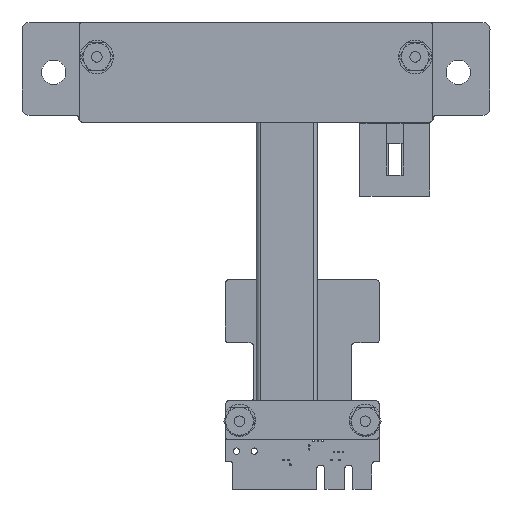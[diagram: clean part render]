
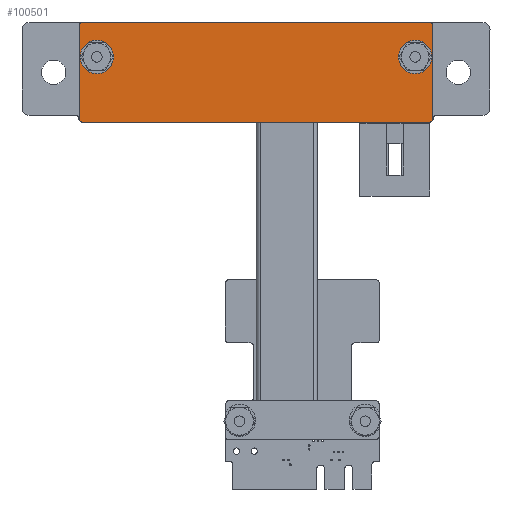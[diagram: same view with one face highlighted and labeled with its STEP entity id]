
A CAD part, top view. The second image highlights one B-rep face of the part: STEP entity #100501.
In plain terms, the highlighted face is planar.
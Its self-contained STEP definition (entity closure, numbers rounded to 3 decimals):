
#97966 = VERTEX_POINT('',#97967);
#97967 = CARTESIAN_POINT('',(0.,0.5,-1.));
#97975 = VERTEX_POINT('',#97976);
#97976 = CARTESIAN_POINT('',(0.,13.73,-1.));
#97982 = EDGE_CURVE('',#97975,#97966,#97983,.T.);
#97983 = LINE('',#97984,#97985);
#97984 = CARTESIAN_POINT('',(0.,14.23,-1.));
#97985 = VECTOR('',#97986,1.);
#97986 = DIRECTION('',(0.,-1.,0.));
#97996 = EDGE_CURVE('',#97997,#97999,#98001,.T.);
#97997 = VERTEX_POINT('',#97998);
#97998 = CARTESIAN_POINT('',(-50.197,14.23,-1.));
#97999 = VERTEX_POINT('',#98000);
#98000 = CARTESIAN_POINT('',(-0.5,14.23,-1.));
#98001 = LINE('',#98002,#98003);
#98002 = CARTESIAN_POINT('',(0.,14.23,-1.));
#98003 = VECTOR('',#98004,1.);
#98004 = DIRECTION('',(1.,0.,0.));
#98027 = EDGE_CURVE('',#98028,#98030,#98032,.T.);
#98028 = VERTEX_POINT('',#98029);
#98029 = CARTESIAN_POINT('',(-50.697,0.5,-1.));
#98030 = VERTEX_POINT('',#98031);
#98031 = CARTESIAN_POINT('',(-50.697,13.73,-1.));
#98032 = LINE('',#98033,#98034);
#98033 = CARTESIAN_POINT('',(-50.697,14.23,-1.));
#98034 = VECTOR('',#98035,1.);
#98035 = DIRECTION('',(0.,1.,0.));
#98075 = VERTEX_POINT('',#98076);
#98076 = CARTESIAN_POINT('',(-0.5,0.,-1.));
#98082 = EDGE_CURVE('',#98075,#98083,#98085,.T.);
#98083 = VERTEX_POINT('',#98084);
#98084 = CARTESIAN_POINT('',(-50.197,0.,-1.));
#98085 = LINE('',#98086,#98087);
#98086 = CARTESIAN_POINT('',(-50.697,0.,-1.));
#98087 = VECTOR('',#98088,1.);
#98088 = DIRECTION('',(-1.,0.,0.));
#100501 = ADVANCED_FACE('',(#100502,#100513,#100524),#100558,.T.);
#100502 = FACE_BOUND('',#100503,.T.);
#100503 = EDGE_LOOP('',(#100504));
#100504 = ORIENTED_EDGE('',*,*,#100505,.F.);
#100505 = EDGE_CURVE('',#100506,#100506,#100508,.T.);
#100506 = VERTEX_POINT('',#100507);
#100507 = CARTESIAN_POINT('',(-50.549,9.325,-1.));
#100508 = CIRCLE('',#100509,2.4);
#100509 = AXIS2_PLACEMENT_3D('',#100510,#100511,#100512);
#100510 = CARTESIAN_POINT('',(-48.149,9.325,-1.));
#100511 = DIRECTION('',(0.,0.,-1.));
#100512 = DIRECTION('',(-1.,0.,0.));
#100513 = FACE_BOUND('',#100514,.T.);
#100514 = EDGE_LOOP('',(#100515));
#100515 = ORIENTED_EDGE('',*,*,#100516,.F.);
#100516 = EDGE_CURVE('',#100517,#100517,#100519,.T.);
#100517 = VERTEX_POINT('',#100518);
#100518 = CARTESIAN_POINT('',(-4.948,9.325,-1.));
#100519 = CIRCLE('',#100520,2.4);
#100520 = AXIS2_PLACEMENT_3D('',#100521,#100522,#100523);
#100521 = CARTESIAN_POINT('',(-2.548,9.325,-1.));
#100522 = DIRECTION('',(0.,0.,-1.));
#100523 = DIRECTION('',(-1.,0.,0.));
#100524 = FACE_BOUND('',#100525,.T.);
#100525 = EDGE_LOOP('',(#100526,#100527,#100534,#100535,#100542,#100543,
    #100550,#100551));
#100526 = ORIENTED_EDGE('',*,*,#98082,.T.);
#100527 = ORIENTED_EDGE('',*,*,#100528,.T.);
#100528 = EDGE_CURVE('',#98083,#98028,#100529,.T.);
#100529 = CIRCLE('',#100530,0.5);
#100530 = AXIS2_PLACEMENT_3D('',#100531,#100532,#100533);
#100531 = CARTESIAN_POINT('',(-50.197,0.5,-1.));
#100532 = DIRECTION('',(0.,0.,-1.));
#100533 = DIRECTION('',(-1.,0.,0.));
#100534 = ORIENTED_EDGE('',*,*,#98027,.T.);
#100535 = ORIENTED_EDGE('',*,*,#100536,.T.);
#100536 = EDGE_CURVE('',#98030,#97997,#100537,.T.);
#100537 = CIRCLE('',#100538,0.5);
#100538 = AXIS2_PLACEMENT_3D('',#100539,#100540,#100541);
#100539 = CARTESIAN_POINT('',(-50.197,13.73,-1.));
#100540 = DIRECTION('',(0.,0.,-1.));
#100541 = DIRECTION('',(-1.,0.,0.));
#100542 = ORIENTED_EDGE('',*,*,#97996,.T.);
#100543 = ORIENTED_EDGE('',*,*,#100544,.T.);
#100544 = EDGE_CURVE('',#97999,#97975,#100545,.T.);
#100545 = CIRCLE('',#100546,0.5);
#100546 = AXIS2_PLACEMENT_3D('',#100547,#100548,#100549);
#100547 = CARTESIAN_POINT('',(-0.5,13.73,-1.));
#100548 = DIRECTION('',(0.,0.,-1.));
#100549 = DIRECTION('',(-1.,0.,0.));
#100550 = ORIENTED_EDGE('',*,*,#97982,.T.);
#100551 = ORIENTED_EDGE('',*,*,#100552,.T.);
#100552 = EDGE_CURVE('',#97966,#98075,#100553,.T.);
#100553 = CIRCLE('',#100554,0.5);
#100554 = AXIS2_PLACEMENT_3D('',#100555,#100556,#100557);
#100555 = CARTESIAN_POINT('',(-0.5,0.5,-1.));
#100556 = DIRECTION('',(0.,0.,-1.));
#100557 = DIRECTION('',(-1.,0.,0.));
#100558 = PLANE('',#100559);
#100559 = AXIS2_PLACEMENT_3D('',#100560,#100561,#100562);
#100560 = CARTESIAN_POINT('',(0.,0.,-1.));
#100561 = DIRECTION('',(0.,0.,-1.));
#100562 = DIRECTION('',(-1.,0.,0.));
